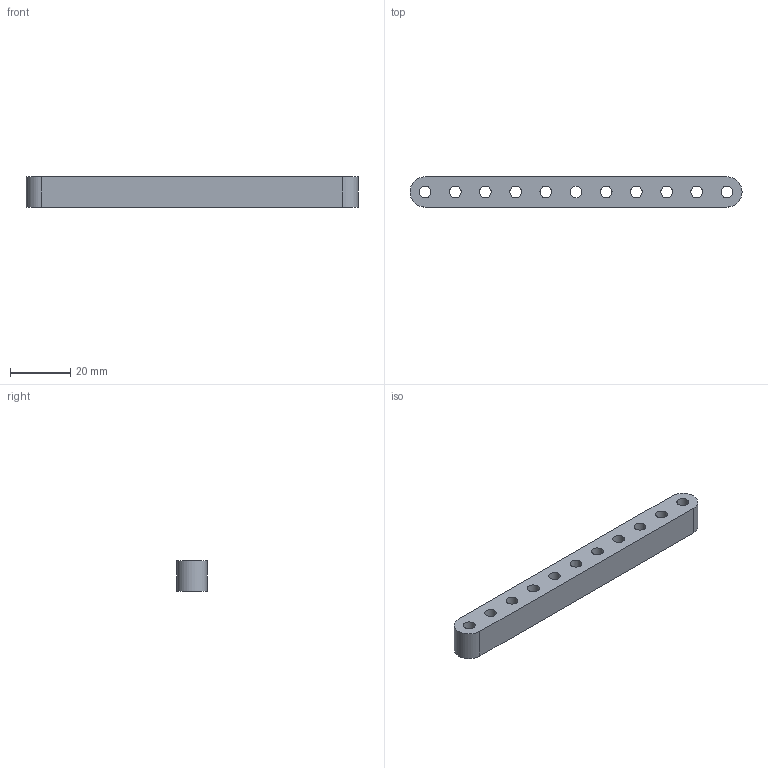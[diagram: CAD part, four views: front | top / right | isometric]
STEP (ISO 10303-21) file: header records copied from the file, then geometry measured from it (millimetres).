
FILE_DESCRIPTION(('Open CASCADE Model'),'2;1');
FILE_NAME('Open CASCADE Shape Model','2025-02-28T19:49:36',('Author'),( 'Open CASCADE'),'Open CASCADE STEP processor 7.8','Open CASCADE 7.8' ,'Unknown');
FILE_SCHEMA(('AUTOMOTIVE_DESIGN { 1 0 10303 214 1 1 1 1 }'));
Length unit declared in the file: millimetre
Products named in the file (1): Open CASCADE STEP translator 7.8 35
Bounding box: 110 x 10 x 10 mm (x, y, z)
Volume: 9471.3 mm3; surface area: 5556.2 mm2
Topology: 1 solids, 1 shells, 17 faces, 45 edges, 30 vertices
Faces by surface type: cylinder 13, plane 4
Full cylindrical faces by diameter (mm): 3.9 x11
Entity records: 1184 total; most frequent: DIRECTION 197, CARTESIAN_POINT 183, ORIENTED_EDGE 90, PCURVE 90, DEFINITIONAL_REPRESENTATION 90, LINE 83, VECTOR 83, CIRCLE 52
